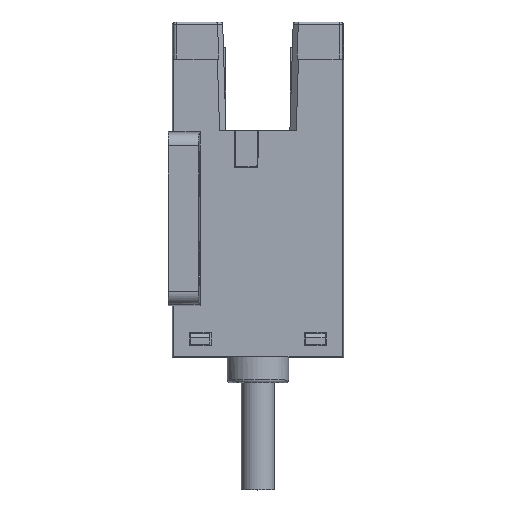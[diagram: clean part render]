
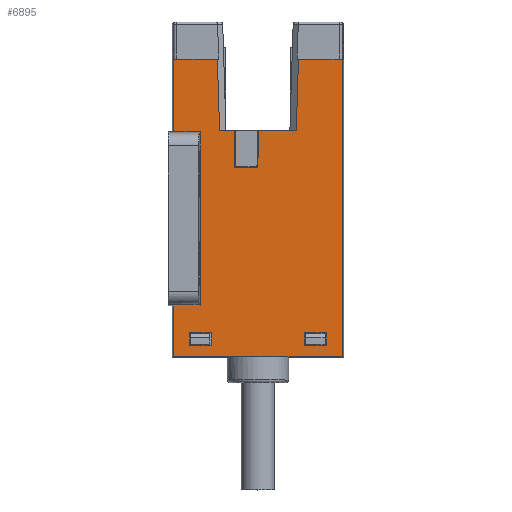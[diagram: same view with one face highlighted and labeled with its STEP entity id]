
A CAD part, top view. The second image highlights one B-rep face of the part: STEP entity #6895.
In plain terms, the highlighted planar face has unit normal (0, 0, 1).
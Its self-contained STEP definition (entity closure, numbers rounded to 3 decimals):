
#4141=DIRECTION('',(1.,0.,0.));
#4142=VECTOR('',#4141,2.088);
#4143=CARTESIAN_POINT('',(-6.588,-19.3,3.2));
#4144=LINE('',#4143,#4142);
#4145=DIRECTION('',(0.,1.,0.));
#4146=VECTOR('',#4145,13.6);
#4147=CARTESIAN_POINT('',(-4.5,-19.3,3.2));
#4148=LINE('',#4147,#4146);
#4149=DIRECTION('',(-1.,0.,0.));
#4150=VECTOR('',#4149,2.088);
#4151=CARTESIAN_POINT('',(-4.5,-5.7,3.2));
#4152=LINE('',#4151,#4150);
#4153=DIRECTION('',(0.,1.,0.));
#4154=VECTOR('',#4153,5.7);
#4155=CARTESIAN_POINT('',(-6.588,-5.7,3.2));
#4156=LINE('',#4155,#4154);
#4157=DIRECTION('',(1.,0.,0.));
#4158=VECTOR('',#4157,3.417);
#4159=CARTESIAN_POINT('',(-6.588,0.,3.2));
#4160=LINE('',#4159,#4158);
#4161=DIRECTION('',(0.031,-1.,0.));
#4162=VECTOR('',#4161,5.603);
#4163=CARTESIAN_POINT('',(-3.171,0.,3.2));
#4164=LINE('',#4163,#4162);
#4165=DIRECTION('',(1.,0.,0.));
#4166=VECTOR('',#4165,1.175);
#4167=CARTESIAN_POINT('',(-3.,-5.6,3.2));
#4168=LINE('',#4167,#4166);
#4169=DIRECTION('',(0.009,-1.,0.));
#4170=VECTOR('',#4169,2.9);
#4171=CARTESIAN_POINT('',(-1.825,-5.6,3.2));
#4172=LINE('',#4171,#4170);
#4173=DIRECTION('',(1.,0.,0.));
#4174=VECTOR('',#4173,1.8);
#4175=CARTESIAN_POINT('',(-1.8,-8.5,3.2));
#4176=LINE('',#4175,#4174);
#4177=DIRECTION('',(0.009,1.,0.));
#4178=VECTOR('',#4177,2.9);
#4179=CARTESIAN_POINT('',(0.,-8.5,3.2));
#4180=LINE('',#4179,#4178);
#4181=DIRECTION('',(1.,0.,0.));
#4182=VECTOR('',#4181,2.975);
#4183=CARTESIAN_POINT('',(0.025,-5.6,3.2));
#4184=LINE('',#4183,#4182);
#4185=DIRECTION('',(0.031,1.,0.));
#4186=VECTOR('',#4185,5.603);
#4187=CARTESIAN_POINT('',(3.,-5.6,3.2));
#4188=LINE('',#4187,#4186);
#4189=DIRECTION('',(1.,0.,0.));
#4190=VECTOR('',#4189,3.417);
#4191=CARTESIAN_POINT('',(3.171,0.,3.2));
#4192=LINE('',#4191,#4190);
#4193=DIRECTION('',(0.,-1.,0.));
#4194=VECTOR('',#4193,23.3);
#4195=CARTESIAN_POINT('',(6.588,0.,3.2));
#4196=LINE('',#4195,#4194);
#4197=DIRECTION('',(-1.,0.,0.));
#4198=VECTOR('',#4197,13.177);
#4199=CARTESIAN_POINT('',(6.588,-23.3,3.2));
#4200=LINE('',#4199,#4198);
#4201=DIRECTION('',(0.,1.,0.));
#4202=VECTOR('',#4201,4.);
#4203=CARTESIAN_POINT('',(-6.588,-23.3,3.2));
#4204=LINE('',#4203,#4202);
#4205=DIRECTION('',(0.,1.,0.));
#4206=VECTOR('',#4205,1.);
#4207=CARTESIAN_POINT('',(5.35,-22.4,3.2));
#4208=LINE('',#4207,#4206);
#4209=DIRECTION('',(-1.,0.,0.));
#4210=VECTOR('',#4209,1.7);
#4211=CARTESIAN_POINT('',(5.35,-21.4,3.2));
#4212=LINE('',#4211,#4210);
#4213=DIRECTION('',(-1.,0.,0.));
#4214=VECTOR('',#4213,1.7);
#4215=CARTESIAN_POINT('',(-3.65,-21.4,3.2));
#4216=LINE('',#4215,#4214);
#4217=DIRECTION('',(0.,-1.,0.));
#4218=VECTOR('',#4217,1.);
#4219=CARTESIAN_POINT('',(-5.35,-21.4,3.2));
#4220=LINE('',#4219,#4218);
#4221=DIRECTION('',(1.,0.,0.));
#4222=VECTOR('',#4221,1.7);
#4223=CARTESIAN_POINT('',(-5.35,-22.4,3.2));
#4224=LINE('',#4223,#4222);
#4225=DIRECTION('',(0.,1.,0.));
#4226=VECTOR('',#4225,1.);
#4227=CARTESIAN_POINT('',(-3.65,-22.4,3.2));
#4228=LINE('',#4227,#4226);
#5453=DIRECTION('',(-1.,0.,0.));
#5454=VECTOR('',#5453,1.7);
#5455=CARTESIAN_POINT('',(5.35,-22.4,3.2));
#5456=LINE('',#5455,#5454);
#5473=DIRECTION('',(0.,1.,0.));
#5474=VECTOR('',#5473,1.);
#5475=CARTESIAN_POINT('',(3.65,-22.4,3.2));
#5476=LINE('',#5475,#5474);
#6078=CARTESIAN_POINT('',(-3.,-5.6,3.2));
#6079=VERTEX_POINT('',#6078);
#6080=CARTESIAN_POINT('',(-3.171,0.,3.2));
#6081=VERTEX_POINT('',#6080);
#6097=CARTESIAN_POINT('',(-6.588,0.,3.2));
#6098=VERTEX_POINT('',#6097);
#6099=CARTESIAN_POINT('',(-6.588,-5.7,3.2));
#6100=VERTEX_POINT('',#6099);
#6105=CARTESIAN_POINT('',(-6.588,-19.3,3.2));
#6106=CARTESIAN_POINT('',(-4.5,-19.3,3.2));
#6107=VERTEX_POINT('',#6105);
#6108=VERTEX_POINT('',#6106);
#6109=CARTESIAN_POINT('',(-4.5,-5.7,3.2));
#6110=VERTEX_POINT('',#6109);
#6111=CARTESIAN_POINT('',(-1.825,-5.6,3.2));
#6112=VERTEX_POINT('',#6111);
#6113=CARTESIAN_POINT('',(-1.8,-8.5,3.2));
#6114=VERTEX_POINT('',#6113);
#6115=CARTESIAN_POINT('',(0.,-8.5,3.2));
#6116=VERTEX_POINT('',#6115);
#6117=CARTESIAN_POINT('',(0.025,-5.6,3.2));
#6118=VERTEX_POINT('',#6117);
#6119=CARTESIAN_POINT('',(3.,-5.6,3.2));
#6120=VERTEX_POINT('',#6119);
#6121=CARTESIAN_POINT('',(3.171,0.,3.2));
#6122=VERTEX_POINT('',#6121);
#6123=CARTESIAN_POINT('',(6.588,0.,3.2));
#6124=VERTEX_POINT('',#6123);
#6125=CARTESIAN_POINT('',(6.588,-23.3,3.2));
#6126=VERTEX_POINT('',#6125);
#6127=CARTESIAN_POINT('',(-6.588,-23.3,3.2));
#6128=VERTEX_POINT('',#6127);
#6129=CARTESIAN_POINT('',(5.35,-22.4,3.2));
#6130=CARTESIAN_POINT('',(3.65,-22.4,3.2));
#6131=VERTEX_POINT('',#6129);
#6132=VERTEX_POINT('',#6130);
#6133=CARTESIAN_POINT('',(5.35,-21.4,3.2));
#6134=VERTEX_POINT('',#6133);
#6135=CARTESIAN_POINT('',(3.65,-21.4,3.2));
#6136=VERTEX_POINT('',#6135);
#6137=CARTESIAN_POINT('',(-3.65,-21.4,3.2));
#6138=CARTESIAN_POINT('',(-5.35,-21.4,3.2));
#6139=VERTEX_POINT('',#6137);
#6140=VERTEX_POINT('',#6138);
#6141=CARTESIAN_POINT('',(-5.35,-22.4,3.2));
#6142=VERTEX_POINT('',#6141);
#6143=CARTESIAN_POINT('',(-3.65,-22.4,3.2));
#6144=VERTEX_POINT('',#6143);
#6837=CARTESIAN_POINT('',(0.,-11.65,3.2));
#6838=DIRECTION('',(0.,0.,1.));
#6839=DIRECTION('',(1.,0.,0.));
#6840=AXIS2_PLACEMENT_3D('',#6837,#6838,#6839);
#6841=PLANE('',#6840);
#6843=ORIENTED_EDGE('',*,*,#6842,.T.);
#6845=ORIENTED_EDGE('',*,*,#6844,.T.);
#6847=ORIENTED_EDGE('',*,*,#6846,.T.);
#6849=ORIENTED_EDGE('',*,*,#6848,.T.);
#6851=ORIENTED_EDGE('',*,*,#6850,.T.);
#6853=ORIENTED_EDGE('',*,*,#6852,.T.);
#6854=ORIENTED_EDGE('',*,*,#6812,.T.);
#6856=ORIENTED_EDGE('',*,*,#6855,.T.);
#6858=ORIENTED_EDGE('',*,*,#6857,.T.);
#6860=ORIENTED_EDGE('',*,*,#6859,.T.);
#6862=ORIENTED_EDGE('',*,*,#6861,.T.);
#6864=ORIENTED_EDGE('',*,*,#6863,.T.);
#6866=ORIENTED_EDGE('',*,*,#6865,.T.);
#6868=ORIENTED_EDGE('',*,*,#6867,.T.);
#6870=ORIENTED_EDGE('',*,*,#6869,.T.);
#6872=ORIENTED_EDGE('',*,*,#6871,.T.);
#6873=EDGE_LOOP('',(#6843,#6845,#6847,#6849,#6851,#6853,#6854,#6856,#6858,#6860,
#6862,#6864,#6866,#6868,#6870,#6872));
#6874=FACE_OUTER_BOUND('',#6873,.F.);
#6876=ORIENTED_EDGE('',*,*,#6875,.F.);
#6878=ORIENTED_EDGE('',*,*,#6877,.T.);
#6880=ORIENTED_EDGE('',*,*,#6879,.T.);
#6882=ORIENTED_EDGE('',*,*,#6881,.F.);
#6883=EDGE_LOOP('',(#6876,#6878,#6880,#6882));
#6884=FACE_BOUND('',#6883,.F.);
#6886=ORIENTED_EDGE('',*,*,#6885,.T.);
#6888=ORIENTED_EDGE('',*,*,#6887,.T.);
#6890=ORIENTED_EDGE('',*,*,#6889,.T.);
#6892=ORIENTED_EDGE('',*,*,#6891,.T.);
#6893=EDGE_LOOP('',(#6886,#6888,#6890,#6892));
#6894=FACE_BOUND('',#6893,.F.);
#6895=ADVANCED_FACE('',(#6874,#6884,#6894),#6841,.T.);
#6812=EDGE_CURVE('',#6079,#6112,#4168,.T.);
#6842=EDGE_CURVE('',#6107,#6108,#4144,.T.);
#6844=EDGE_CURVE('',#6108,#6110,#4148,.T.);
#6846=EDGE_CURVE('',#6110,#6100,#4152,.T.);
#6848=EDGE_CURVE('',#6100,#6098,#4156,.T.);
#6850=EDGE_CURVE('',#6098,#6081,#4160,.T.);
#6852=EDGE_CURVE('',#6081,#6079,#4164,.T.);
#6855=EDGE_CURVE('',#6112,#6114,#4172,.T.);
#6857=EDGE_CURVE('',#6114,#6116,#4176,.T.);
#6859=EDGE_CURVE('',#6116,#6118,#4180,.T.);
#6861=EDGE_CURVE('',#6118,#6120,#4184,.T.);
#6863=EDGE_CURVE('',#6120,#6122,#4188,.T.);
#6865=EDGE_CURVE('',#6122,#6124,#4192,.T.);
#6867=EDGE_CURVE('',#6124,#6126,#4196,.T.);
#6869=EDGE_CURVE('',#6126,#6128,#4200,.T.);
#6871=EDGE_CURVE('',#6128,#6107,#4204,.T.);
#6875=EDGE_CURVE('',#6131,#6132,#5456,.T.);
#6877=EDGE_CURVE('',#6131,#6134,#4208,.T.);
#6879=EDGE_CURVE('',#6134,#6136,#4212,.T.);
#6881=EDGE_CURVE('',#6132,#6136,#5476,.T.);
#6885=EDGE_CURVE('',#6139,#6140,#4216,.T.);
#6887=EDGE_CURVE('',#6140,#6142,#4220,.T.);
#6889=EDGE_CURVE('',#6142,#6144,#4224,.T.);
#6891=EDGE_CURVE('',#6144,#6139,#4228,.T.);
